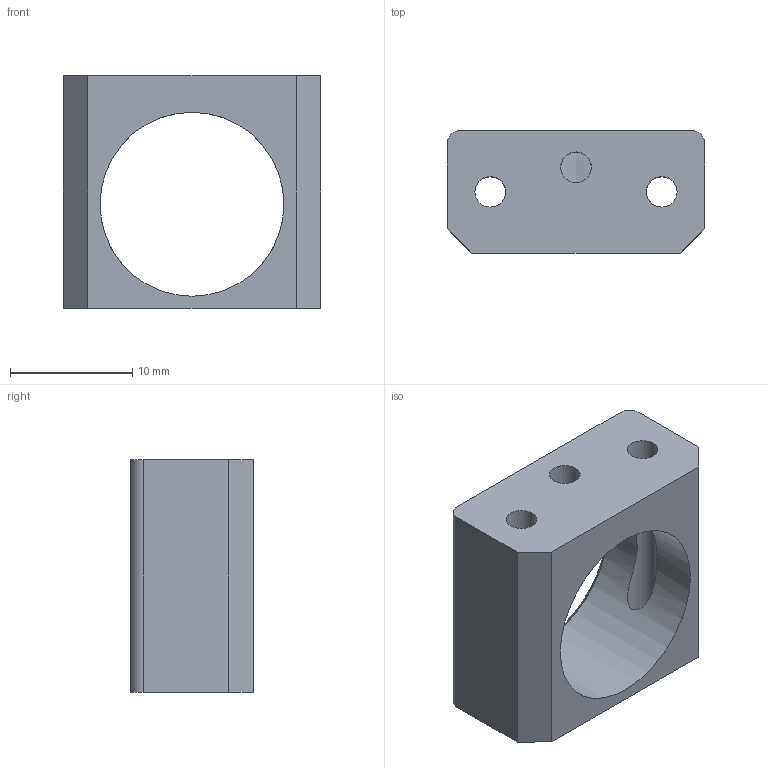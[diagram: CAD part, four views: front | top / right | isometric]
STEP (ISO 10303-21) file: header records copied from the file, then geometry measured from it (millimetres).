
FILE_DESCRIPTION(/* description */ (''),/* implementation_level */ '2;1');
FILE_NAME(/* name */ '059094_C.stp',/* time_stamp */ '2021-03-14T23:17:51+01:00',/* author */ (''),/* organization */ (''),/* preprocessor_version */ 'ST-DEVELOPER v16.7',/* originating_system */ 'SIEMENS PLM Software NX 1934',/* authorisation */ '');
FILE_SCHEMA (('AUTOMOTIVE_DESIGN { 1 0 10303 214 3 1 1 1 }'));
Length unit declared in the file: millimetre
Products named in the file (1): 059094_C-ReferenceCube Holder
Bounding box: 21 x 10 x 19 mm (x, y, z)
Volume: 1972.9 mm3; surface area: 1805.5 mm2
Topology: 1 solids, 1 shells, 15 faces, 48 edges, 33 vertices
Faces by surface type: plane 8, cylinder 6, cone 1
Full cylindrical faces by diameter (mm): 2.5 x3, 15.02 x1
Entity records: 598 total; most frequent: CARTESIAN_POINT 185, DIRECTION 76, ORIENTED_EDGE 70, EDGE_CURVE 35, EDGE_LOOP 32, AXIS2_PLACEMENT_3D 28, VERTEX_POINT 27, FACE_BOUND 26
